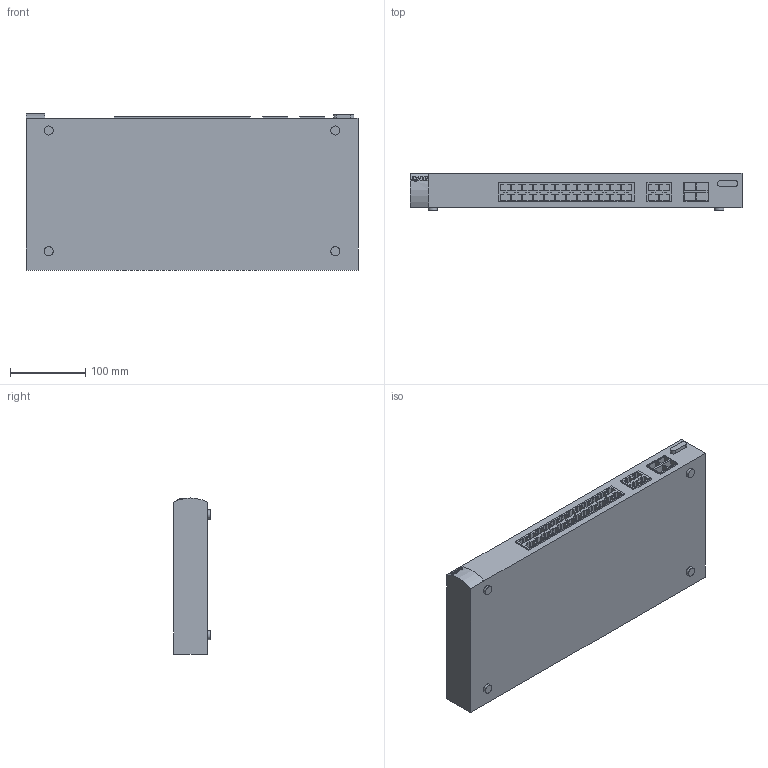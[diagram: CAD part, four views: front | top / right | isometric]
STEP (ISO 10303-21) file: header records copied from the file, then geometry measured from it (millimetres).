
FILE_DESCRIPTION(/* description */ (''),/* implementation_level */ '2;1');
FILE_NAME(/* name */ 'zyxel es3500.stp',/* time_stamp */ '2019-06-17T23:15:27+03:00',/* author */ ('Boris'),/* organization */ (''),/* preprocessor_version */ 'ST-DEVELOPER v17.2',/* originating_system */ 'Autodesk Inventor 2019',/* authorisation */ '');
FILE_SCHEMA (('AUTOMOTIVE_DESIGN { 1 0 10303 214 3 1 1 }'));
Length unit declared in the file: millimetre
Products named in the file (1): zyxel es3500
Bounding box: 440 x 49 x 206.99 mm (x, y, z)
Volume: 3937620.9 mm3; surface area: 260189.6 mm2
Topology: 1 solids, 1 shells, 365 faces, 952 edges, 634 vertices
Faces by surface type: plane 320, bspline 33, cylinder 12
Full cylindrical faces by diameter (mm): 12 x4
Entity records: 11530 total; most frequent: CARTESIAN_POINT 2657, ORIENTED_EDGE 1904, DIRECTION 1566, EDGE_CURVE 952, LINE 872, VECTOR 872, VERTEX_POINT 634, EDGE_LOOP 410
